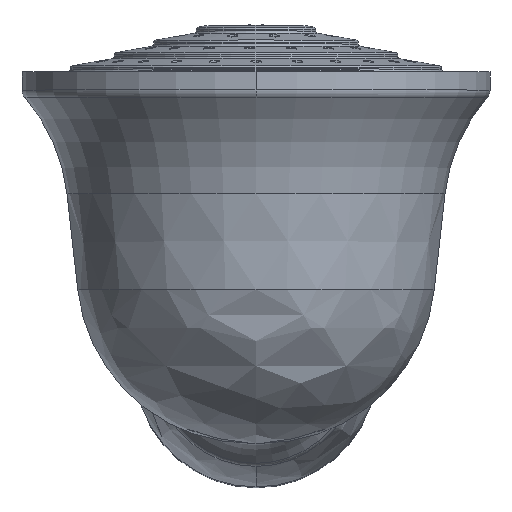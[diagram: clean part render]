
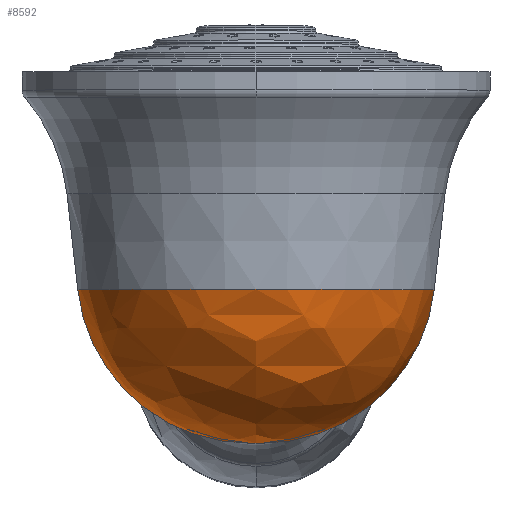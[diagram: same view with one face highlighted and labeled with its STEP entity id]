
A CAD part, top view. The second image highlights one B-rep face of the part: STEP entity #8592.
In plain terms, the highlighted free-form (B-spline) face has degree [3, 3] with [4, 4] control points.
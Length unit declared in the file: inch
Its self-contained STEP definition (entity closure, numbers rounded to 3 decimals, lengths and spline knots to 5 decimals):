
#1165=CARTESIAN_POINT('',(-0.02913,0.418,1.798));
#1166=DIRECTION('',(0.,0.,-1.));
#1167=DIRECTION('',(0.,-1.,0.));
#1168=AXIS2_PLACEMENT_3D('',#1165,#1166,#1167);
#1170=CARTESIAN_POINT('',(0.02913,0.418,1.798));
#1171=DIRECTION('',(0.,0.,1.));
#1172=DIRECTION('',(0.,-1.,0.));
#1173=AXIS2_PLACEMENT_3D('',#1170,#1171,#1172);
#1354=CARTESIAN_POINT('',(0.,0.3321,1.798));
#1355=DIRECTION('',(0.,1.,0.));
#1356=DIRECTION('',(-1.,0.,0.));
#1357=AXIS2_PLACEMENT_3D('',#1354,#1355,#1356);
#1359=CARTESIAN_POINT('',(0.,-0.35,1.798));
#1360=DIRECTION('',(0.,1.,0.));
#1361=DIRECTION('',(-1.,0.,0.));
#1362=AXIS2_PLACEMENT_3D('',#1359,#1360,#1361);
#6241=CARTESIAN_POINT('',(-0.02913,-0.35,1.798));
#6242=CARTESIAN_POINT('',(0.02913,-0.35,1.798));
#6243=VERTEX_POINT('',#6241);
#6244=VERTEX_POINT('',#6242);
#6245=CARTESIAN_POINT('',(0.79231,0.3321,1.798));
#6246=VERTEX_POINT('',#6245);
#6247=CARTESIAN_POINT('',(-0.79231,0.3321,1.798));
#6248=VERTEX_POINT('',#6247);
#8568=CARTESIAN_POINT('',(0.79231,0.3321,1.798));
#8569=CARTESIAN_POINT('',(0.74636,-0.0762,1.798));
#8570=CARTESIAN_POINT('',(0.44001,-0.35,1.798));
#8571=CARTESIAN_POINT('',(0.02913,-0.35,1.798));
#8572=CARTESIAN_POINT('',(0.79231,0.3321,
3.38263));
#8573=CARTESIAN_POINT('',(0.74636,-0.0762,
3.29072));
#8574=CARTESIAN_POINT('',(0.44001,-0.35,2.67802));
#8575=CARTESIAN_POINT('',(0.02913,-0.35,1.85627));
#8576=CARTESIAN_POINT('',(-0.79231,0.3321,
3.38263));
#8577=CARTESIAN_POINT('',(-0.74636,-0.0762,
3.29072));
#8578=CARTESIAN_POINT('',(-0.44001,-0.35,2.67802));
#8579=CARTESIAN_POINT('',(-0.02913,-0.35,1.85627));
#8580=CARTESIAN_POINT('',(-0.79231,0.3321,1.798));
#8581=CARTESIAN_POINT('',(-0.74636,-0.0762,1.798));
#8582=CARTESIAN_POINT('',(-0.44001,-0.35,1.798));
#8583=CARTESIAN_POINT('',(-0.02913,-0.35,1.798));
#8584=(BOUNDED_SURFACE()B_SPLINE_SURFACE(3,3,((#8568,#8569,#8570,#8571),(#8572,
#8573,#8574,#8575),(#8576,#8577,#8578,#8579),(#8580,#8581,#8582,#8583)),
.UNSPECIFIED.,.F.,.F.,.F.)B_SPLINE_SURFACE_WITH_KNOTS((4,4),(4,4),(0.,1.),(
0.,1.),.UNSPECIFIED.)GEOMETRIC_REPRESENTATION_ITEM()RATIONAL_B_SPLINE_SURFACE(((2.291,1.903,1.903,2.291),(
0.764,0.634,0.634,0.764),(
0.764,0.634,0.634,0.764),(
2.291,1.903,1.903,2.291)))REPRESENTATION_ITEM('')SURFACE());
#8586=ORIENTED_EDGE('',*,*,#8585,.F.);
#8587=ORIENTED_EDGE('',*,*,#8190,.T.);
#8588=ORIENTED_EDGE('',*,*,#8560,.T.);
#8589=ORIENTED_EDGE('',*,*,#8194,.F.);
#8590=EDGE_LOOP('',(#8586,#8587,#8588,#8589));
#8591=FACE_OUTER_BOUND('',#8590,.F.);
#8592=ADVANCED_FACE('',(#8591),#8584,.T.);
#1169=CIRCLE('',#1168,0.768);
#1174=CIRCLE('',#1173,0.768);
#1358=CIRCLE('',#1357,0.79231);
#1363=CIRCLE('',#1362,0.02913);
#8190=EDGE_CURVE('',#6243,#6248,#1169,.T.);
#8194=EDGE_CURVE('',#6244,#6246,#1174,.T.);
#8560=EDGE_CURVE('',#6248,#6246,#1358,.T.);
#8585=EDGE_CURVE('',#6243,#6244,#1363,.T.);
